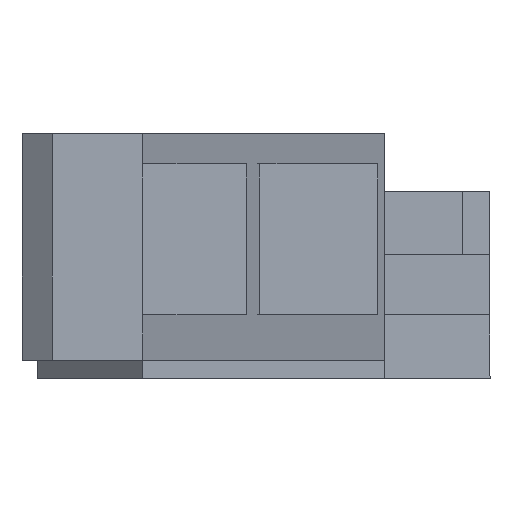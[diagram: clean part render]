
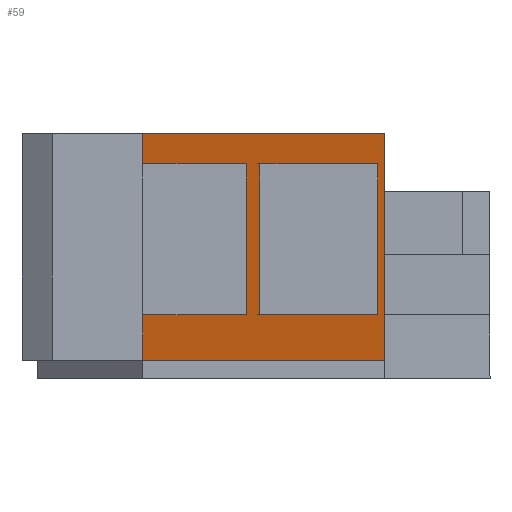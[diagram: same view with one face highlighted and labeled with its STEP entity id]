
A CAD part, front view. The second image highlights one B-rep face of the part: STEP entity #59.
In plain terms, the highlighted face is planar.
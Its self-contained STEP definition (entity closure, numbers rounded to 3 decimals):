
#19=FACE_BOUND('',#230,.T.);
#59=ADVANCED_FACE('',(#144,#19),#1377,.T.);
#144=FACE_OUTER_BOUND('',#229,.T.);
#229=EDGE_LOOP('',(#407,#408,#409,#410,#411,#412,#413,#414));
#230=EDGE_LOOP('',(#415,#416,#417,#418));
#407=ORIENTED_EDGE('',*,*,#811,.T.);
#408=ORIENTED_EDGE('',*,*,#812,.T.);
#409=ORIENTED_EDGE('',*,*,#813,.T.);
#410=ORIENTED_EDGE('',*,*,#814,.T.);
#411=ORIENTED_EDGE('',*,*,#815,.T.);
#412=ORIENTED_EDGE('',*,*,#816,.T.);
#413=ORIENTED_EDGE('',*,*,#817,.T.);
#414=ORIENTED_EDGE('',*,*,#818,.T.);
#415=ORIENTED_EDGE('',*,*,#822,.T.);
#416=ORIENTED_EDGE('',*,*,#819,.T.);
#417=ORIENTED_EDGE('',*,*,#820,.T.);
#418=ORIENTED_EDGE('',*,*,#821,.T.);
#811=EDGE_CURVE('',#1243,#1244,#1036,.T.);
#812=EDGE_CURVE('',#1244,#1245,#1037,.T.);
#813=EDGE_CURVE('',#1245,#1246,#1038,.T.);
#814=EDGE_CURVE('',#1246,#1247,#1039,.T.);
#815=EDGE_CURVE('',#1247,#1248,#1040,.T.);
#816=EDGE_CURVE('',#1248,#1249,#1041,.T.);
#817=EDGE_CURVE('',#1249,#1250,#1042,.T.);
#818=EDGE_CURVE('',#1250,#1243,#1043,.T.);
#819=EDGE_CURVE('',#1251,#1252,#1044,.T.);
#820=EDGE_CURVE('',#1252,#1253,#1045,.T.);
#821=EDGE_CURVE('',#1253,#1254,#1046,.T.);
#822=EDGE_CURVE('',#1254,#1251,#1047,.T.);
#1036=B_SPLINE_CURVE_WITH_KNOTS('',1,(#2279,#2280),.UNSPECIFIED.,.F.,.F.,
(2,2),(-8.457,0.),.UNSPECIFIED.);
#1037=B_SPLINE_CURVE_WITH_KNOTS('',1,(#2281,#2282),.UNSPECIFIED.,.F.,.F.,
(2,2),(0.,1.5),.UNSPECIFIED.);
#1038=B_SPLINE_CURVE_WITH_KNOTS('',1,(#2283,#2284),.UNSPECIFIED.,.F.,.F.,
(2,2),(0.,19.698),.UNSPECIFIED.);
#1039=B_SPLINE_CURVE_WITH_KNOTS('',1,(#2285,#2286),.UNSPECIFIED.,.F.,.F.,
(2,2),(-7.5,0.),.UNSPECIFIED.);
#1040=B_SPLINE_CURVE_WITH_KNOTS('',1,(#2287,#2288),.UNSPECIFIED.,.F.,.F.,
(2,2),(-19.698,0.),.UNSPECIFIED.);
#1041=B_SPLINE_CURVE_WITH_KNOTS('',1,(#2289,#2290),.UNSPECIFIED.,.F.,.F.,
(2,2),(0.,1.),.UNSPECIFIED.);
#1042=B_SPLINE_CURVE_WITH_KNOTS('',1,(#2291,#2292),.UNSPECIFIED.,.F.,.F.,
(2,2),(0.,8.457),.UNSPECIFIED.);
#1043=B_SPLINE_CURVE_WITH_KNOTS('',1,(#2293,#2294),.UNSPECIFIED.,.F.,.F.,
(2,2),(-5.,0.),.UNSPECIFIED.);
#1044=B_SPLINE_CURVE_WITH_KNOTS('',1,(#2295,#2296),.UNSPECIFIED.,.F.,.F.,
(2,2),(0.,5.),.UNSPECIFIED.);
#1045=B_SPLINE_CURVE_WITH_KNOTS('',1,(#2297,#2298),.UNSPECIFIED.,.F.,.F.,
(2,2),(0.,9.599),.UNSPECIFIED.);
#1046=B_SPLINE_CURVE_WITH_KNOTS('',1,(#2299,#2300),.UNSPECIFIED.,.F.,.F.,
(2,2),(-5.,0.),.UNSPECIFIED.);
#1047=B_SPLINE_CURVE_WITH_KNOTS('',1,(#2301,#2302),.UNSPECIFIED.,.F.,.F.,
(2,2),(-9.599,0.),.UNSPECIFIED.);
#1243=VERTEX_POINT('',#2153);
#1244=VERTEX_POINT('',#2154);
#1245=VERTEX_POINT('',#2155);
#1246=VERTEX_POINT('',#2156);
#1247=VERTEX_POINT('',#2157);
#1248=VERTEX_POINT('',#2158);
#1249=VERTEX_POINT('',#2159);
#1250=VERTEX_POINT('',#2160);
#1251=VERTEX_POINT('',#2161);
#1252=VERTEX_POINT('',#2162);
#1253=VERTEX_POINT('',#2163);
#1254=VERTEX_POINT('',#2164);
#1377=PLANE('',#1726);
#1726=AXIS2_PLACEMENT_3D('',#2070,#1818,$);
#1818=DIRECTION('',(-0.914,0.,-0.406));
#2070=CARTESIAN_POINT('',(-0.801,4.501,-10.199));
#2153=CARTESIAN_POINT('',(4.565,-2.25,-22.272));
#2154=CARTESIAN_POINT('',(8.,-2.25,-30.));
#2155=CARTESIAN_POINT('',(8.,-3.75,-30.));
#2156=CARTESIAN_POINT('',(0.,-3.75,-12.));
#2157=CARTESIAN_POINT('',(0.,3.75,-12.));
#2158=CARTESIAN_POINT('',(8.,3.75,-30.));
#2159=CARTESIAN_POINT('',(8.,2.75,-30.));
#2160=CARTESIAN_POINT('',(4.565,2.75,-22.272));
#2161=CARTESIAN_POINT('',(4.121,-2.25,-21.272));
#2162=CARTESIAN_POINT('',(4.121,2.75,-21.272));
#2163=CARTESIAN_POINT('',(0.222,2.75,-12.5));
#2164=CARTESIAN_POINT('',(0.222,-2.25,-12.5));
#2279=CARTESIAN_POINT('',(4.565,-2.25,-22.272));
#2280=CARTESIAN_POINT('',(8.,-2.25,-30.));
#2281=CARTESIAN_POINT('',(8.,-2.25,-30.));
#2282=CARTESIAN_POINT('',(8.,-3.75,-30.));
#2283=CARTESIAN_POINT('',(8.,-3.75,-30.));
#2284=CARTESIAN_POINT('',(0.,-3.75,-12.));
#2285=CARTESIAN_POINT('',(0.,-3.75,-12.));
#2286=CARTESIAN_POINT('',(0.,3.75,-12.));
#2287=CARTESIAN_POINT('',(0.,3.75,-12.));
#2288=CARTESIAN_POINT('',(8.,3.75,-30.));
#2289=CARTESIAN_POINT('',(8.,3.75,-30.));
#2290=CARTESIAN_POINT('',(8.,2.75,-30.));
#2291=CARTESIAN_POINT('',(8.,2.75,-30.));
#2292=CARTESIAN_POINT('',(4.565,2.75,-22.272));
#2293=CARTESIAN_POINT('',(4.565,2.75,-22.272));
#2294=CARTESIAN_POINT('',(4.565,-2.25,-22.272));
#2295=CARTESIAN_POINT('',(4.121,-2.25,-21.272));
#2296=CARTESIAN_POINT('',(4.121,2.75,-21.272));
#2297=CARTESIAN_POINT('',(4.121,2.75,-21.272));
#2298=CARTESIAN_POINT('',(0.222,2.75,-12.5));
#2299=CARTESIAN_POINT('',(0.222,2.75,-12.5));
#2300=CARTESIAN_POINT('',(0.222,-2.25,-12.5));
#2301=CARTESIAN_POINT('',(0.222,-2.25,-12.5));
#2302=CARTESIAN_POINT('',(4.121,-2.25,-21.272));
